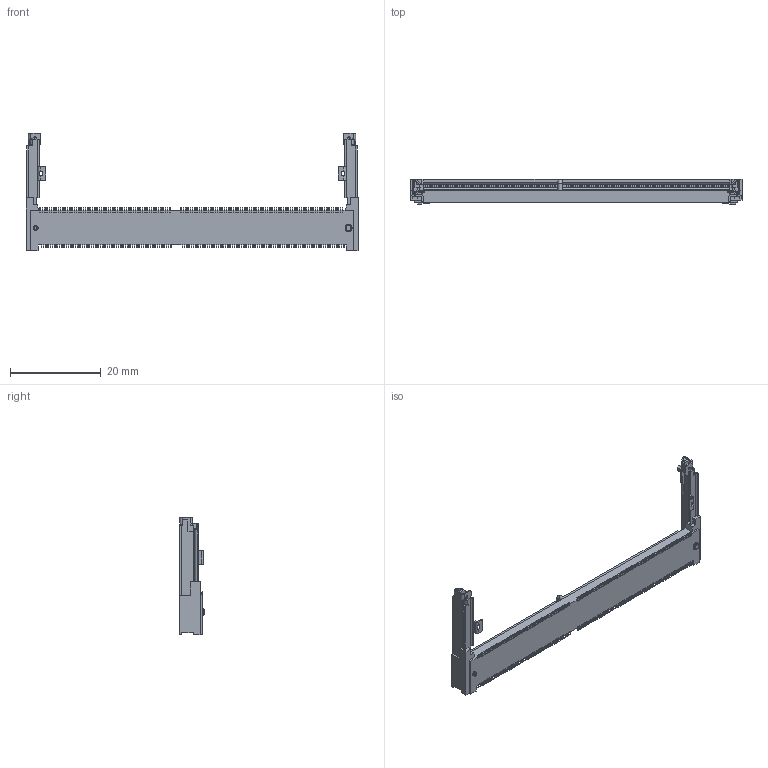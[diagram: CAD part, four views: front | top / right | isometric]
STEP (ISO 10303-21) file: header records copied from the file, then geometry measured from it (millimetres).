
FILE_DESCRIPTION((''),'2;1');
FILE_NAME('C-2309409-2','2017-01-13T',('workeradm'),('Tyco Electronics Ltd.'),'CREO PARAMETRIC BY PTC INC, 2016050','CREO PARAMETRIC BY PTC INC, 2016050','');
FILE_SCHEMA(('AUTOMOTIVE_DESIGN { 1 0 10303 214 1 1 1 1 }'));
Products named in the file (1): C-2309409-2
Bounding box: 73 x 5.55 x 25.85 mm (x, y, z)
Volume: 2376.7 mm3; surface area: 3089.6 mm2
Topology: 1 solids, 1 shells, 3943 faces, 11416 edges, 7599 vertices
Faces by surface type: plane 2434, cylinder 1491, torus 10, cone 4, bspline 4
Entity records: 130879 total; most frequent: CARTESIAN_POINT 23805, ORIENTED_EDGE 22832, DIRECTION 22267, EDGE_CURVE 11416, VECTOR 8393, LINE 8393, VERTEX_POINT 7599, AXIS2_PLACEMENT_3D 6937
